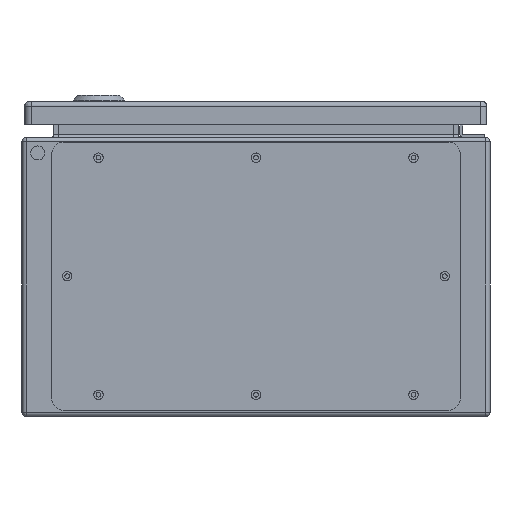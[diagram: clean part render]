
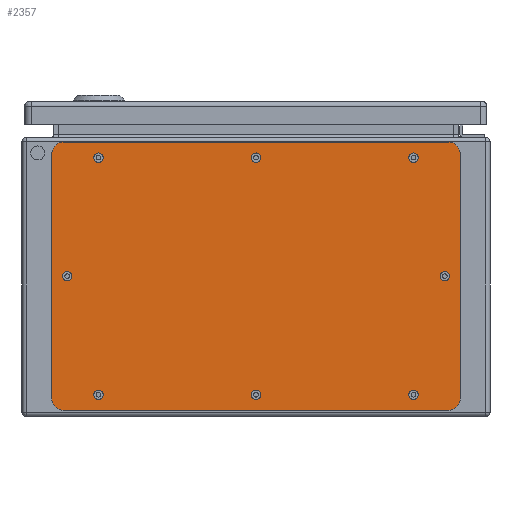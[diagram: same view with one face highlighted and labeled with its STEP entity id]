
A CAD part, front view. The second image highlights one B-rep face of the part: STEP entity #2357.
In plain terms, the highlighted face is planar.
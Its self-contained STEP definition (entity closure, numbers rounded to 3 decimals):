
#1535=FACE_BOUND('',#3488,.T.);
#1536=FACE_BOUND('',#3489,.T.);
#1537=FACE_BOUND('',#3490,.T.);
#1538=FACE_BOUND('',#3491,.T.);
#1539=FACE_BOUND('',#3492,.T.);
#1540=FACE_BOUND('',#3493,.T.);
#1541=FACE_BOUND('',#3494,.T.);
#1542=FACE_BOUND('',#3495,.T.);
#1543=FACE_BOUND('',#3496,.T.);
#1966=CIRCLE('',#9334,8.);
#1967=CIRCLE('',#9337,8.);
#1968=CIRCLE('',#9340,8.);
#1969=CIRCLE('',#9343,8.);
#1970=CIRCLE('',#9346,3.);
#1971=CIRCLE('',#9347,3.);
#1972=CIRCLE('',#9348,3.);
#1973=CIRCLE('',#9349,3.);
#1974=CIRCLE('',#9350,3.);
#1975=CIRCLE('',#9351,3.);
#1976=CIRCLE('',#9352,3.);
#1977=CIRCLE('',#9353,3.);
#2357=ADVANCED_FACE('',(#1535,#1536,#1537,#1538,#1539,#1540,#1541,#1542,
#1543),#2678,.T.);
#2678=PLANE('',#9354);
#3488=EDGE_LOOP('',(#4647));
#3489=EDGE_LOOP('',(#4648));
#3490=EDGE_LOOP('',(#4649));
#3491=EDGE_LOOP('',(#4650));
#3492=EDGE_LOOP('',(#4651));
#3493=EDGE_LOOP('',(#4652));
#3494=EDGE_LOOP('',(#4653));
#3495=EDGE_LOOP('',(#4654));
#3496=EDGE_LOOP('',(#4655,#4656,#4657,#4658,#4659,#4660,#4661,#4662));
#4647=ORIENTED_EDGE('',*,*,#7082,.F.);
#4648=ORIENTED_EDGE('',*,*,#7083,.F.);
#4649=ORIENTED_EDGE('',*,*,#7084,.F.);
#4650=ORIENTED_EDGE('',*,*,#7085,.F.);
#4651=ORIENTED_EDGE('',*,*,#7086,.F.);
#4652=ORIENTED_EDGE('',*,*,#7087,.F.);
#4653=ORIENTED_EDGE('',*,*,#7088,.F.);
#4654=ORIENTED_EDGE('',*,*,#7089,.F.);
#4655=ORIENTED_EDGE('',*,*,#7067,.T.);
#4656=ORIENTED_EDGE('',*,*,#7070,.T.);
#4657=ORIENTED_EDGE('',*,*,#7072,.T.);
#4658=ORIENTED_EDGE('',*,*,#7074,.T.);
#4659=ORIENTED_EDGE('',*,*,#7076,.T.);
#4660=ORIENTED_EDGE('',*,*,#7078,.T.);
#4661=ORIENTED_EDGE('',*,*,#7080,.T.);
#4662=ORIENTED_EDGE('',*,*,#7081,.T.);
#6217=VERTEX_POINT('',#13178);
#6218=VERTEX_POINT('',#13180);
#6219=VERTEX_POINT('',#13184);
#6220=VERTEX_POINT('',#13188);
#6221=VERTEX_POINT('',#13192);
#6222=VERTEX_POINT('',#13196);
#6223=VERTEX_POINT('',#13200);
#6224=VERTEX_POINT('',#13204);
#6225=VERTEX_POINT('',#13210);
#6226=VERTEX_POINT('',#13212);
#6227=VERTEX_POINT('',#13214);
#6228=VERTEX_POINT('',#13216);
#6229=VERTEX_POINT('',#13218);
#6230=VERTEX_POINT('',#13220);
#6231=VERTEX_POINT('',#13222);
#6232=VERTEX_POINT('',#13224);
#7067=EDGE_CURVE('',#6218,#6217,#1966,.T.);
#7070=EDGE_CURVE('',#6217,#6219,#7924,.T.);
#7072=EDGE_CURVE('',#6219,#6220,#1967,.T.);
#7074=EDGE_CURVE('',#6220,#6221,#7927,.T.);
#7076=EDGE_CURVE('',#6221,#6222,#1968,.T.);
#7078=EDGE_CURVE('',#6222,#6223,#7930,.T.);
#7080=EDGE_CURVE('',#6223,#6224,#1969,.T.);
#7081=EDGE_CURVE('',#6224,#6218,#7932,.T.);
#7082=EDGE_CURVE('',#6225,#6225,#1970,.T.);
#7083=EDGE_CURVE('',#6226,#6226,#1971,.T.);
#7084=EDGE_CURVE('',#6227,#6227,#1972,.T.);
#7085=EDGE_CURVE('',#6228,#6228,#1973,.T.);
#7086=EDGE_CURVE('',#6229,#6229,#1974,.T.);
#7087=EDGE_CURVE('',#6230,#6230,#1975,.T.);
#7088=EDGE_CURVE('',#6231,#6231,#1976,.T.);
#7089=EDGE_CURVE('',#6232,#6232,#1977,.T.);
#7924=LINE('',#13185,#8536);
#7927=LINE('',#13193,#8539);
#7930=LINE('',#13201,#8542);
#7932=LINE('',#13207,#8544);
#8536=VECTOR('',#10809,1.);
#8539=VECTOR('',#10818,1.);
#8542=VECTOR('',#10827,1.);
#8544=VECTOR('',#10835,1.);
#9334=AXIS2_PLACEMENT_3D('',#13179,#10803,#10804);
#9337=AXIS2_PLACEMENT_3D('',#13189,#10813,#10814);
#9340=AXIS2_PLACEMENT_3D('',#13197,#10822,#10823);
#9343=AXIS2_PLACEMENT_3D('',#13205,#10831,#10832);
#9346=AXIS2_PLACEMENT_3D('',#13209,#10838,#10839);
#9347=AXIS2_PLACEMENT_3D('',#13211,#10840,#10841);
#9348=AXIS2_PLACEMENT_3D('',#13213,#10842,#10843);
#9349=AXIS2_PLACEMENT_3D('',#13215,#10844,#10845);
#9350=AXIS2_PLACEMENT_3D('',#13217,#10846,#10847);
#9351=AXIS2_PLACEMENT_3D('',#13219,#10848,#10849);
#9352=AXIS2_PLACEMENT_3D('',#13221,#10850,#10851);
#9353=AXIS2_PLACEMENT_3D('',#13223,#10852,#10853);
#9354=AXIS2_PLACEMENT_3D('',#13225,#10854,#10855);
#10803=DIRECTION('',(0.,0.,-1.));
#10804=DIRECTION('',(1.,0.,0.));
#10809=DIRECTION('',(1.,0.,0.));
#10813=DIRECTION('',(0.,0.,-1.));
#10814=DIRECTION('',(1.,0.,0.));
#10818=DIRECTION('',(0.,-1.,0.));
#10822=DIRECTION('',(0.,0.,-1.));
#10823=DIRECTION('',(1.,0.,0.));
#10827=DIRECTION('',(-1.,0.,0.));
#10831=DIRECTION('',(0.,0.,-1.));
#10832=DIRECTION('',(1.,0.,0.));
#10835=DIRECTION('',(0.,1.,0.));
#10838=DIRECTION('',(0.,0.,-1.));
#10839=DIRECTION('',(-1.,0.,0.));
#10840=DIRECTION('',(0.,0.,-1.));
#10841=DIRECTION('',(-1.,0.,0.));
#10842=DIRECTION('',(0.,0.,-1.));
#10843=DIRECTION('',(-1.,0.,0.));
#10844=DIRECTION('',(0.,0.,-1.));
#10845=DIRECTION('',(-1.,0.,0.));
#10846=DIRECTION('',(0.,0.,-1.));
#10847=DIRECTION('',(-1.,0.,0.));
#10848=DIRECTION('',(0.,0.,-1.));
#10849=DIRECTION('',(-1.,0.,0.));
#10850=DIRECTION('',(0.,0.,-1.));
#10851=DIRECTION('',(-1.,0.,0.));
#10852=DIRECTION('',(0.,0.,-1.));
#10853=DIRECTION('',(-1.,0.,0.));
#10854=DIRECTION('',(0.,0.,-1.));
#10855=DIRECTION('',(-1.,0.,0.));
#13178=CARTESIAN_POINT('',(-123.,86.,-2.));
#13179=CARTESIAN_POINT('',(-123.,78.,-2.));
#13180=CARTESIAN_POINT('',(-131.,78.,-2.));
#13184=CARTESIAN_POINT('',(123.,86.,-2.));
#13185=CARTESIAN_POINT('',(-123.,86.,-2.));
#13188=CARTESIAN_POINT('',(131.,78.,-2.));
#13189=CARTESIAN_POINT('',(123.,78.,-2.));
#13192=CARTESIAN_POINT('',(131.,-78.,-2.));
#13193=CARTESIAN_POINT('',(131.,78.,-2.));
#13196=CARTESIAN_POINT('',(123.,-86.,-2.));
#13197=CARTESIAN_POINT('',(123.,-78.,-2.));
#13200=CARTESIAN_POINT('',(-123.,-86.,-2.));
#13201=CARTESIAN_POINT('',(123.,-86.,-2.));
#13204=CARTESIAN_POINT('',(-131.,-78.,-2.));
#13205=CARTESIAN_POINT('',(-123.,-78.,-2.));
#13207=CARTESIAN_POINT('',(-131.,-78.,-2.));
#13209=CARTESIAN_POINT('',(101.,-76.,-2.));
#13210=CARTESIAN_POINT('',(98.,-76.,-2.));
#13211=CARTESIAN_POINT('',(101.,76.,-2.));
#13212=CARTESIAN_POINT('',(98.,76.,-2.));
#13213=CARTESIAN_POINT('',(0.,-76.,-2.));
#13214=CARTESIAN_POINT('',(-3.,-76.,-2.));
#13215=CARTESIAN_POINT('',(0.,76.,-2.));
#13216=CARTESIAN_POINT('',(-3.,76.,-2.));
#13217=CARTESIAN_POINT('',(-101.,-76.,-2.));
#13218=CARTESIAN_POINT('',(-104.,-76.,-2.));
#13219=CARTESIAN_POINT('',(-101.,76.,-2.));
#13220=CARTESIAN_POINT('',(-104.,76.,-2.));
#13221=CARTESIAN_POINT('',(121.,0.,-2.));
#13222=CARTESIAN_POINT('',(118.,0.,-2.));
#13223=CARTESIAN_POINT('',(-121.,0.,-2.));
#13224=CARTESIAN_POINT('',(-124.,0.,-2.));
#13225=CARTESIAN_POINT('',(-123.,78.,-2.));
